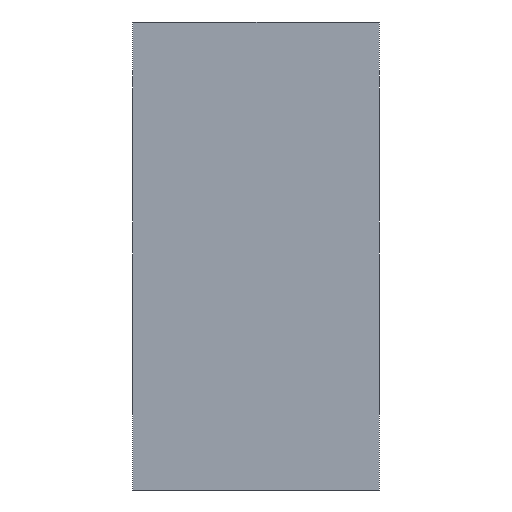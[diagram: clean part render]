
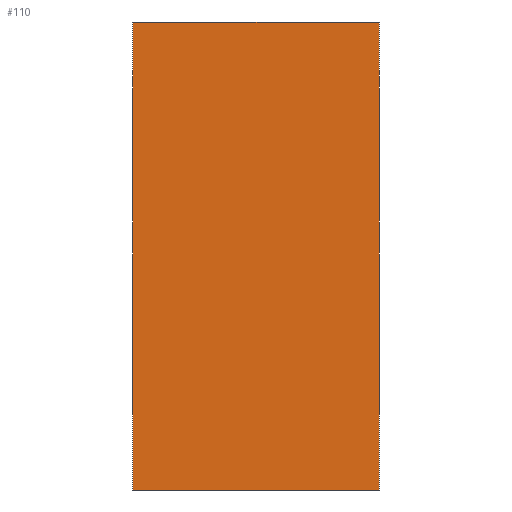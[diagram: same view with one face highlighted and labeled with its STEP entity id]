
A CAD part, left-side view. The second image highlights one B-rep face of the part: STEP entity #110.
In plain terms, the highlighted planar face has unit normal (-1, 0, 0).
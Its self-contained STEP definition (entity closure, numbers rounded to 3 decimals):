
#7 = DIRECTION ( 'NONE',  ( 0., -1., 0. ) ) ;
#9 = VERTEX_POINT ( 'NONE', #258 ) ;
#22 = VERTEX_POINT ( 'NONE', #195 ) ;
#43 = LINE ( 'NONE', #161, #554 ) ;
#54 = CARTESIAN_POINT ( 'NONE',  ( -22.5, 5., 0. ) ) ;
#105 = FACE_OUTER_BOUND ( 'NONE', #598, .T. ) ;
#110 = ADVANCED_FACE ( 'NONE', ( #105 ), #496, .F. ) ;
#155 = EDGE_CURVE ( 'NONE', #22, #9, #197, .T. ) ;
#161 = CARTESIAN_POINT ( 'NONE',  ( -22.5, 5., 19. ) ) ;
#195 = CARTESIAN_POINT ( 'NONE',  ( -22.5, -5., 19. ) ) ;
#197 = LINE ( 'NONE', #394, #250 ) ;
#198 = VECTOR ( 'NONE', #7, 1000. ) ;
#237 = ORIENTED_EDGE ( 'NONE', *, *, #644, .T. ) ;
#246 = DIRECTION ( 'NONE',  ( 0., 1., 0. ) ) ;
#250 = VECTOR ( 'NONE', #507, 1000. ) ;
#258 = CARTESIAN_POINT ( 'NONE',  ( -22.5, -5., 0. ) ) ;
#286 = CARTESIAN_POINT ( 'NONE',  ( -22.5, 5., 0. ) ) ;
#329 = LINE ( 'NONE', #54, #198 ) ;
#366 = VERTEX_POINT ( 'NONE', #516 ) ;
#368 = AXIS2_PLACEMENT_3D ( 'NONE', #425, #390, #246 ) ;
#390 = DIRECTION ( 'NONE',  ( 1., 0., 0. ) ) ;
#394 = CARTESIAN_POINT ( 'NONE',  ( -22.5, -5., 19. ) ) ;
#397 = DIRECTION ( 'NONE',  ( 0., 0., -1. ) ) ;
#400 = VERTEX_POINT ( 'NONE', #286 ) ;
#425 = CARTESIAN_POINT ( 'NONE',  ( -22.5, 5., 19. ) ) ;
#458 = LINE ( 'NONE', #555, #524 ) ;
#496 = PLANE ( 'NONE',  #368 ) ;
#502 = DIRECTION ( 'NONE',  ( 0., -1., 0. ) ) ;
#507 = DIRECTION ( 'NONE',  ( 0., 0., -1. ) ) ;
#511 = ORIENTED_EDGE ( 'NONE', *, *, #155, .F. ) ;
#516 = CARTESIAN_POINT ( 'NONE',  ( -22.5, 5., 19. ) ) ;
#524 = VECTOR ( 'NONE', #502, 1000. ) ;
#543 = EDGE_CURVE ( 'NONE', #366, #22, #458, .T. ) ;
#548 = ORIENTED_EDGE ( 'NONE', *, *, #543, .F. ) ;
#554 = VECTOR ( 'NONE', #397, 1000. ) ;
#555 = CARTESIAN_POINT ( 'NONE',  ( -22.5, 5., 19. ) ) ;
#598 = EDGE_LOOP ( 'NONE', ( #639, #511, #548, #237 ) ) ;
#608 = EDGE_CURVE ( 'NONE', #400, #9, #329, .T. ) ;
#639 = ORIENTED_EDGE ( 'NONE', *, *, #608, .T. ) ;
#644 = EDGE_CURVE ( 'NONE', #366, #400, #43, .T. ) ;
